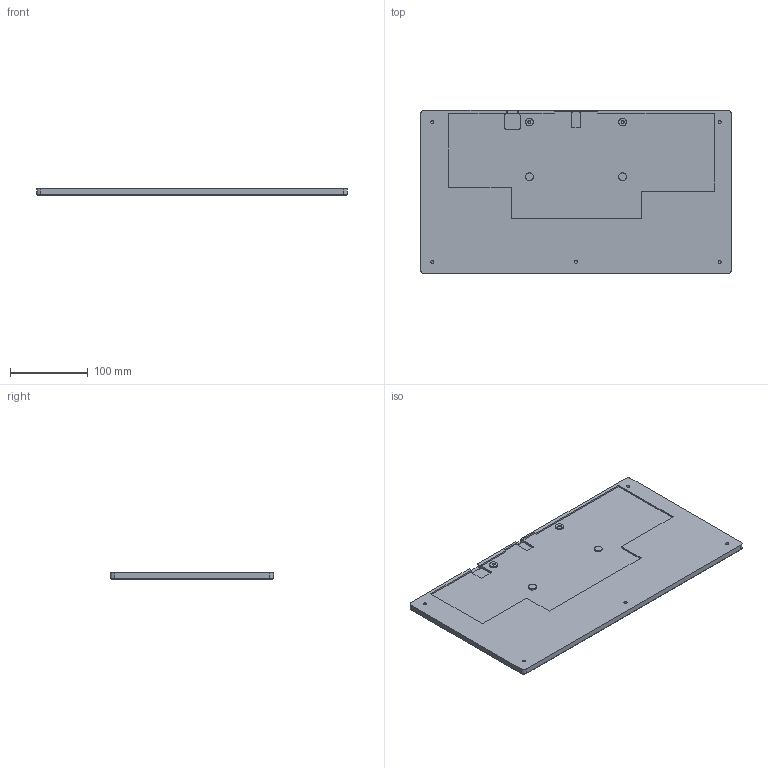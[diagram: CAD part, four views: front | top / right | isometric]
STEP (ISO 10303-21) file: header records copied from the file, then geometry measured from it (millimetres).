
FILE_DESCRIPTION(('FreeCAD Model'),'2;1');
FILE_NAME('Open CASCADE Shape Model','2024-02-09T17:57:43',(''),(''), 'Open CASCADE STEP processor 7.7','FreeCAD','Unknown');
FILE_SCHEMA(('AUTOMOTIVE_DESIGN { 1 0 10303 214 1 1 1 1 }'));
Length unit declared in the file: millimetre
Products named in the file (1): bottom
Bounding box: 400 x 210 x 8 mm (x, y, z)
Volume: 589710.7 mm3; surface area: 179918.1 mm2
Topology: 1 solids, 1 shells, 86 faces, 221 edges, 141 vertices
Faces by surface type: plane 46, cylinder 29, cone 11
Full cylindrical faces by diameter (mm): 4 x7, 10 x4
Entity records: 2780 total; most frequent: CARTESIAN_POINT 454, DIRECTION 448, ORIENTED_EDGE 428, EDGE_CURVE 214, LINE 150, VECTOR 150, AXIS2_PLACEMENT_3D 149, VERTEX_POINT 141
